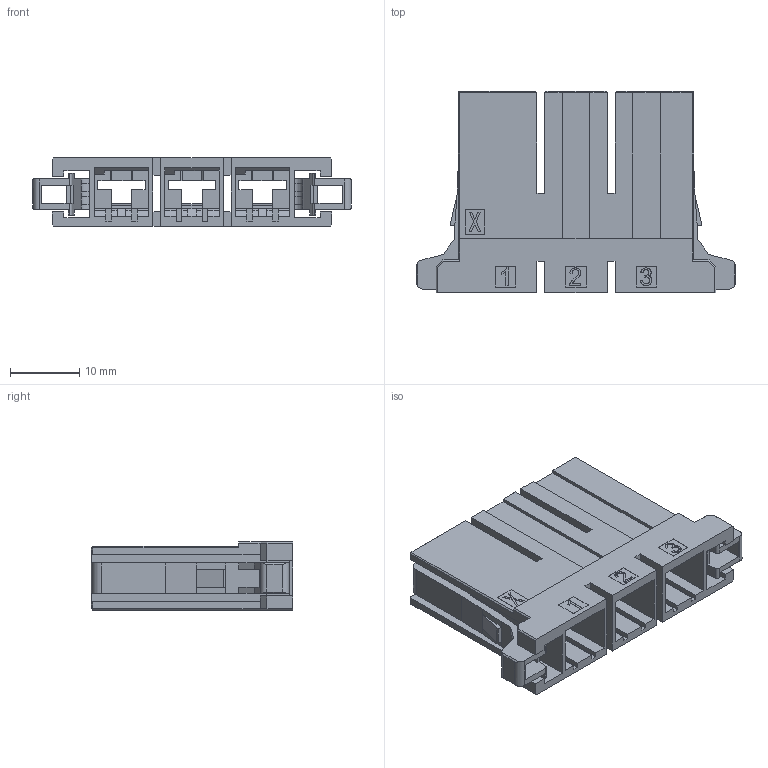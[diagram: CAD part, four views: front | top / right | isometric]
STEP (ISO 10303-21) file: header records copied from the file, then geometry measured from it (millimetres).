
FILE_DESCRIPTION( ('This file contains a STEP AP42 implementation' ,'as created by ZW3D STEP Interface translator.') ,'2;1' );
FILE_NAME( 'WD10160-1HXXB00XX.stp' ,'231214.143116', (''), ('ZWCAD Software Co.'), 'Version 1.0', 'ZW3D to STEP translator', '' );
FILE_SCHEMA(('AUTOMOTIVE_DESIGN { 1 0 10303 214 1 1 1 1 }'));
Length unit declared in the file: millimetre
Products named in the file (2): 0; WD10160-1HXXB00XX
Bounding box: 45.92 x 29 x 9.8 mm (x, y, z)
Volume: 3967.5 mm3; surface area: 8299.2 mm2
Topology: 4 solids, 4 shells, 462 faces, 1311 edges, 854 vertices
Faces by surface type: plane 400, cylinder 40, bspline 22
Entity records: 15337 total; most frequent: CARTESIAN_POINT 2964, ORIENTED_EDGE 2622, DIRECTION 2209, EDGE_CURVE 1311, VECTOR 1179, LINE 1179, VERTEX_POINT 854, AXIS2_PLACEMENT_3D 515
